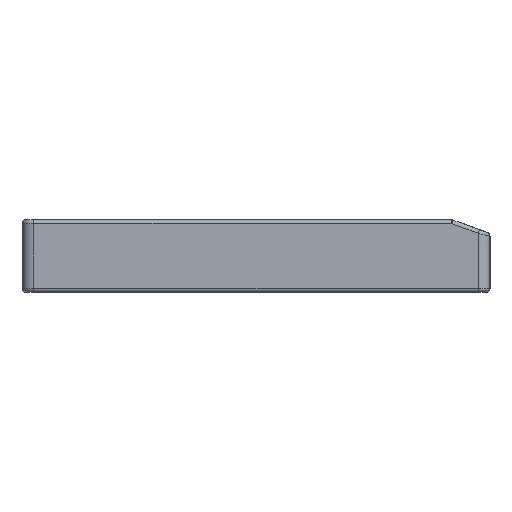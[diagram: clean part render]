
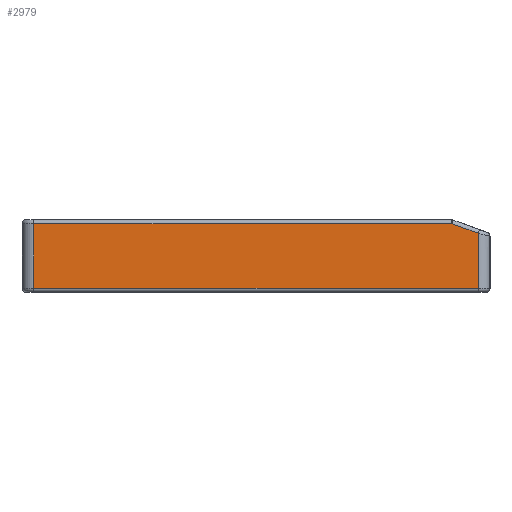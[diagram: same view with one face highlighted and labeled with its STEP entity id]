
A CAD part, left-side view. The second image highlights one B-rep face of the part: STEP entity #2979.
In plain terms, the highlighted planar face has unit normal (-1, 0, 0).
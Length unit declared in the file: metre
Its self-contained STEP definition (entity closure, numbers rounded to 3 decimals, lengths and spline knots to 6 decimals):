
#502=ORIENTED_EDGE('',*,*,#1375,.T.);
#503=ORIENTED_EDGE('',*,*,#1376,.T.);
#504=ORIENTED_EDGE('',*,*,#1377,.T.);
#505=ORIENTED_EDGE('',*,*,#1378,.T.);
#506=ORIENTED_EDGE('',*,*,#1379,.T.);
#1375=EDGE_CURVE('',#1810,#1811,#2055,.F.);
#1376=EDGE_CURVE('',#1811,#1812,#2056,.T.);
#1377=EDGE_CURVE('',#1812,#1813,#2057,.T.);
#1378=EDGE_CURVE('',#1813,#1814,#2058,.T.);
#1379=EDGE_CURVE('',#1814,#1810,#2059,.F.);
#1810=VERTEX_POINT('',#4909);
#1811=VERTEX_POINT('',#4910);
#1812=VERTEX_POINT('',#4912);
#1813=VERTEX_POINT('',#4914);
#1814=VERTEX_POINT('',#4916);
#2055=LINE('',#4908,#2299);
#2056=LINE('',#4911,#2300);
#2057=LINE('',#4913,#2301);
#2058=LINE('',#4915,#2302);
#2059=LINE('',#4917,#2303);
#2299=VECTOR('',#3856,1.);
#2300=VECTOR('',#3857,1.);
#2301=VECTOR('',#3858,1.);
#2302=VECTOR('',#3859,1.);
#2303=VECTOR('',#3860,1.);
#2485=EDGE_LOOP('',(#502,#503,#504,#505,#506));
#2699=FACE_BOUND('',#2485,.T.);
#2919=PLANE('',#3328);
#2979=ADVANCED_FACE('',(#2699),#2919,.T.);
#3328=AXIS2_PLACEMENT_3D('',#4907,#3854,#3855);
#3854=DIRECTION('',(-1.,0.,0.));
#3855=DIRECTION('',(0.,-1.,0.));
#3856=DIRECTION('',(0.,0.,1.));
#3857=DIRECTION('',(0.,-1.,0.));
#3858=DIRECTION('',(0.,0.,1.));
#3859=DIRECTION('',(0.,0.94,0.342));
#3860=DIRECTION('',(0.,-1.,0.));
#4907=CARTESIAN_POINT('',(-0.148601,0.,-0.011));
#4908=CARTESIAN_POINT('',(-0.148601,0.056627,-0.011));
#4909=CARTESIAN_POINT('',(-0.148601,0.056627,0.0065));
#4910=CARTESIAN_POINT('',(-0.148601,0.056627,-0.01));
#4911=CARTESIAN_POINT('',(-0.148601,-0.056627,-0.01));
#4912=CARTESIAN_POINT('',(-0.148601,-0.056627,-0.01));
#4913=CARTESIAN_POINT('',(-0.148601,-0.056627,0.004));
#4914=CARTESIAN_POINT('',(-0.148601,-0.056627,0.004028));
#4915=CARTESIAN_POINT('',(-0.148601,-0.011454,0.020469));
#4916=CARTESIAN_POINT('',(-0.148601,-0.049835,0.0065));
#4917=CARTESIAN_POINT('',(-0.148601,0.,0.0065));
